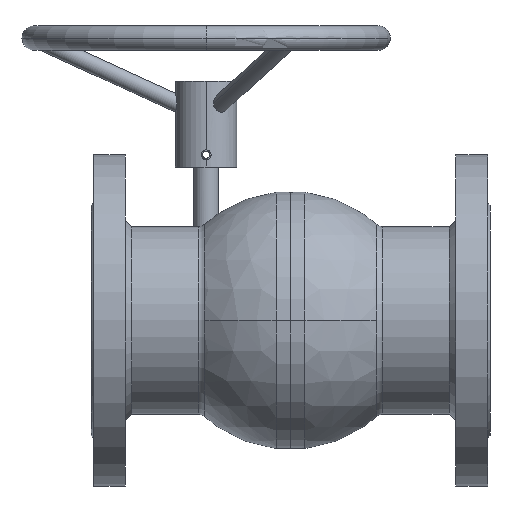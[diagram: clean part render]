
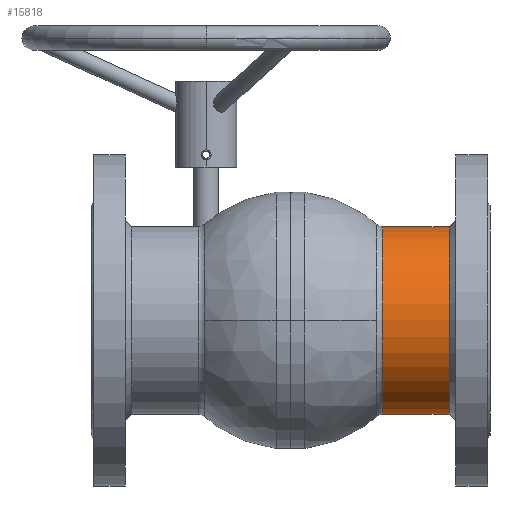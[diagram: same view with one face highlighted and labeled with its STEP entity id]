
A CAD part, front view. The second image highlights one B-rep face of the part: STEP entity #15818.
In plain terms, the highlighted cylindrical face has radius 76.5 mm (diameter 153 mm), a partial arc.
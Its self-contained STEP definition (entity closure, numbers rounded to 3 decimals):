
#908 = VERTEX_POINT ( 'NONE', #33061 ) ;
#2602 = AXIS2_PLACEMENT_3D ( 'NONE', #21204, #32208, #3397 ) ;
#3397 = DIRECTION ( 'NONE',  ( 0., 0., 1. ) ) ;
#3640 = ORIENTED_EDGE ( 'NONE', *, *, #15589, .T. ) ;
#5118 = CARTESIAN_POINT ( 'NONE',  ( 185.507, 71.142, -76.5 ) ) ;
#5679 = LINE ( 'NONE', #5118, #22487 ) ;
#7434 = AXIS2_PLACEMENT_3D ( 'NONE', #8720, #11559, #37172 ) ;
#8720 = CARTESIAN_POINT ( 'NONE',  ( 154.5, 71.142, 0. ) ) ;
#9287 = VERTEX_POINT ( 'NONE', #31161 ) ;
#10238 = EDGE_LOOP ( 'NONE', ( #16145, #14316, #3640, #29034 ) ) ;
#11314 = CARTESIAN_POINT ( 'NONE',  ( 75.176, 71.142, 0. ) ) ;
#11559 = DIRECTION ( 'NONE',  ( -1., 0., 0. ) ) ;
#12169 = VERTEX_POINT ( 'NONE', #18814 ) ;
#12465 = LINE ( 'NONE', #35780, #14667 ) ;
#14316 = ORIENTED_EDGE ( 'NONE', *, *, #27841, .T. ) ;
#14667 = VECTOR ( 'NONE', #18715, 1000. ) ;
#15589 = EDGE_CURVE ( 'NONE', #12169, #908, #31048, .T. ) ;
#15818 = ADVANCED_FACE ( 'NONE', ( #18368 ), #26703, .T. ) ;
#16145 = ORIENTED_EDGE ( 'NONE', *, *, #36270, .T. ) ;
#18368 = FACE_OUTER_BOUND ( 'NONE', #10238, .T. ) ;
#18715 = DIRECTION ( 'NONE',  ( 1., 0., 0. ) ) ;
#18814 = CARTESIAN_POINT ( 'NONE',  ( 154.5, 71.142, -76.5 ) ) ;
#19513 = AXIS2_PLACEMENT_3D ( 'NONE', #11314, #22507, #20029 ) ;
#20029 = DIRECTION ( 'NONE',  ( 0., 0., 1. ) ) ;
#21204 = CARTESIAN_POINT ( 'NONE',  ( 185.507, 71.142, 0. ) ) ;
#22487 = VECTOR ( 'NONE', #28808, 1000. ) ;
#22507 = DIRECTION ( 'NONE',  ( 1., 0., 0. ) ) ;
#23622 = CARTESIAN_POINT ( 'NONE',  ( 75.176, 71.142, 76.5 ) ) ;
#26703 = CYLINDRICAL_SURFACE ( 'NONE', #2602, 76.5 ) ;
#27841 = EDGE_CURVE ( 'NONE', #9287, #12169, #5679, .T. ) ;
#28808 = DIRECTION ( 'NONE',  ( 1., 0., 0. ) ) ;
#29034 = ORIENTED_EDGE ( 'NONE', *, *, #36151, .F. ) ;
#31009 = CIRCLE ( 'NONE', #19513, 76.5 ) ;
#31048 = CIRCLE ( 'NONE', #7434, 76.5 ) ;
#31161 = CARTESIAN_POINT ( 'NONE',  ( 75.176, 71.142, -76.5 ) ) ;
#32208 = DIRECTION ( 'NONE',  ( 1., 0., 0. ) ) ;
#33061 = CARTESIAN_POINT ( 'NONE',  ( 154.5, 71.142, 76.5 ) ) ;
#35780 = CARTESIAN_POINT ( 'NONE',  ( 185.507, 71.142, 76.5 ) ) ;
#36151 = EDGE_CURVE ( 'NONE', #36980, #908, #12465, .T. ) ;
#36270 = EDGE_CURVE ( 'NONE', #36980, #9287, #31009, .T. ) ;
#36980 = VERTEX_POINT ( 'NONE', #23622 ) ;
#37172 = DIRECTION ( 'NONE',  ( 0., 0., -1. ) ) ;
